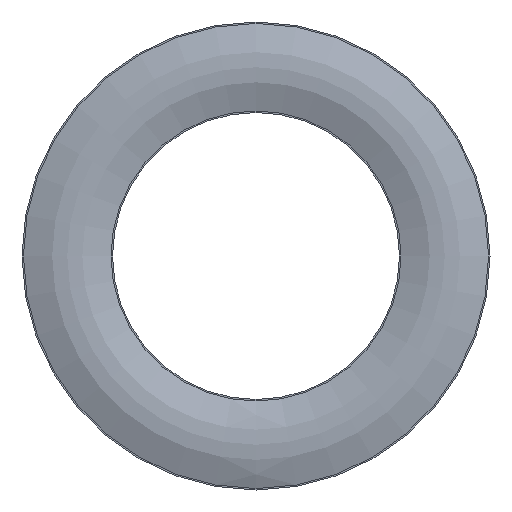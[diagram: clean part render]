
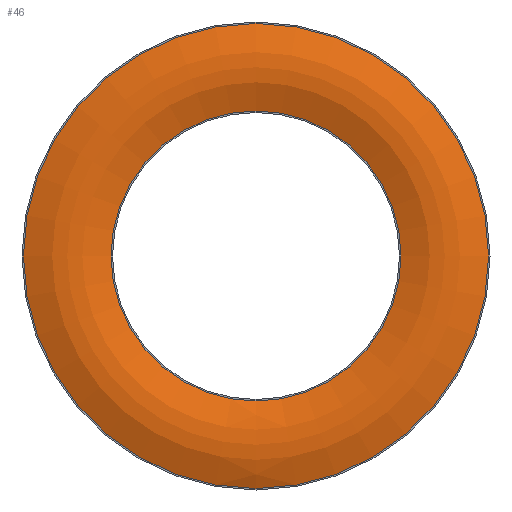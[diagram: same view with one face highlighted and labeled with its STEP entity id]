
A CAD part, front view. The second image highlights one B-rep face of the part: STEP entity #46.
In plain terms, the highlighted toroidal (fillet/blend) face has major radius 9.075 mm and minor radius 4.681 mm.
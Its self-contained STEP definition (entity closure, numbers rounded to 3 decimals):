
#46 = ADVANCED_FACE( '', ( #93, #94 ), #95, .T. );
#93 = FACE_OUTER_BOUND( '', #132, .T. );
#94 = FACE_OUTER_BOUND( '', #133, .T. );
#95 = TOROIDAL_SURFACE( '', #134, 9.075, 4.681 );
#132 = EDGE_LOOP( '', ( #179 ) );
#133 = EDGE_LOOP( '', ( #180 ) );
#134 = AXIS2_PLACEMENT_3D( '', #181, #182, #183 );
#179 = ORIENTED_EDGE( '', *, *, #194, .F. );
#180 = ORIENTED_EDGE( '', *, *, #185, .T. );
#181 = CARTESIAN_POINT( '', ( 0., 1.481, 0. ) );
#182 = DIRECTION( '', ( 0., -1., 0. ) );
#183 = DIRECTION( '', ( 0., 0., -1. ) );
#185 = EDGE_CURVE( '', #201, #201, #202, .T. );
#194 = EDGE_CURVE( '', #216, #216, #217, .T. );
#201 = VERTEX_POINT( '', #225 );
#202 = CIRCLE( '', #226, 11.18 );
#216 = VERTEX_POINT( '', #240 );
#217 = CIRCLE( '', #241, 6.97 );
#225 = CARTESIAN_POINT( '', ( 0., -2.7, -11.18 ) );
#226 = AXIS2_PLACEMENT_3D( '', #248, #249, #250 );
#240 = CARTESIAN_POINT( '', ( 0., -2.7, -6.97 ) );
#241 = AXIS2_PLACEMENT_3D( '', #266, #267, #268 );
#248 = CARTESIAN_POINT( '', ( 0., -2.7, 0. ) );
#249 = DIRECTION( '', ( 0., -1., 0. ) );
#250 = DIRECTION( '', ( 0., 0., -1. ) );
#266 = CARTESIAN_POINT( '', ( 0., -2.7, 0. ) );
#267 = DIRECTION( '', ( 0., -1., 0. ) );
#268 = DIRECTION( '', ( 0., 0., -1. ) );
